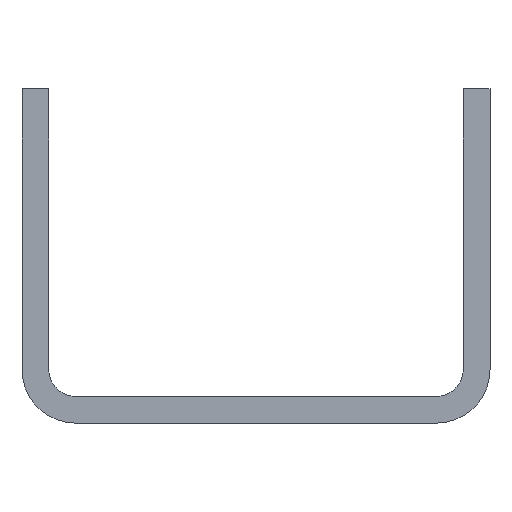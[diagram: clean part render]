
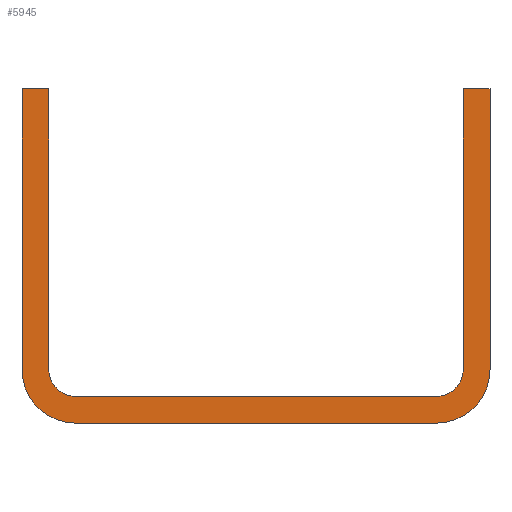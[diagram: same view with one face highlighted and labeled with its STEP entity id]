
A CAD part, front view. The second image highlights one B-rep face of the part: STEP entity #5945.
In plain terms, the highlighted planar face has unit normal (0, -1, 0).
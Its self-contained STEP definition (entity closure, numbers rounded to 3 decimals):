
#2=DIRECTION('',(0.,0.,-1.));
#3=VECTOR('',#2,42.);
#4=CARTESIAN_POINT('',(35.,0.,25.));
#5=LINE('',#4,#3);
#6=CARTESIAN_POINT('',(27.,0.,-17.));
#7=DIRECTION('',(0.,1.,0.));
#8=DIRECTION('',(1.,0.,0.));
#9=AXIS2_PLACEMENT_3D('',#6,#7,#8);
#11=DIRECTION('',(-1.,0.,0.));
#12=VECTOR('',#11,54.);
#13=CARTESIAN_POINT('',(27.,0.,-25.));
#14=LINE('',#13,#12);
#15=CARTESIAN_POINT('',(-27.,0.,-17.));
#16=DIRECTION('',(0.,1.,0.));
#17=DIRECTION('',(0.,0.,-1.));
#18=AXIS2_PLACEMENT_3D('',#15,#16,#17);
#20=DIRECTION('',(0.,0.,1.));
#21=VECTOR('',#20,42.);
#22=CARTESIAN_POINT('',(-35.,0.,-17.));
#23=LINE('',#22,#21);
#24=DIRECTION('',(1.,0.,0.));
#25=VECTOR('',#24,4.);
#26=CARTESIAN_POINT('',(-35.,0.,25.));
#27=LINE('',#26,#25);
#28=DIRECTION('',(0.,0.,-1.));
#29=VECTOR('',#28,42.);
#30=CARTESIAN_POINT('',(-31.,0.,25.));
#31=LINE('',#30,#29);
#32=CARTESIAN_POINT('',(-27.,0.,-17.));
#33=DIRECTION('',(0.,-1.,0.));
#34=DIRECTION('',(-1.,0.,0.));
#35=AXIS2_PLACEMENT_3D('',#32,#33,#34);
#37=DIRECTION('',(1.,0.,0.));
#38=VECTOR('',#37,54.);
#39=CARTESIAN_POINT('',(-27.,0.,-21.));
#40=LINE('',#39,#38);
#41=CARTESIAN_POINT('',(27.,0.,-17.));
#42=DIRECTION('',(0.,-1.,0.));
#43=DIRECTION('',(0.,0.,-1.));
#44=AXIS2_PLACEMENT_3D('',#41,#42,#43);
#46=DIRECTION('',(0.,0.,1.));
#47=VECTOR('',#46,42.);
#48=CARTESIAN_POINT('',(31.,0.,-17.));
#49=LINE('',#48,#47);
#50=DIRECTION('',(1.,0.,0.));
#51=VECTOR('',#50,4.);
#52=CARTESIAN_POINT('',(31.,0.,25.));
#53=LINE('',#52,#51);
#4522=CARTESIAN_POINT('',(35.,0.,25.));
#4523=CARTESIAN_POINT('',(35.,0.,-17.));
#4524=VERTEX_POINT('',#4522);
#4525=VERTEX_POINT('',#4523);
#4526=CARTESIAN_POINT('',(27.,0.,-25.));
#4527=VERTEX_POINT('',#4526);
#4528=CARTESIAN_POINT('',(-27.,0.,-25.));
#4529=VERTEX_POINT('',#4528);
#4530=CARTESIAN_POINT('',(-35.,0.,-17.));
#4531=VERTEX_POINT('',#4530);
#4532=CARTESIAN_POINT('',(-35.,0.,25.));
#4533=VERTEX_POINT('',#4532);
#4534=CARTESIAN_POINT('',(-31.,0.,25.));
#4535=VERTEX_POINT('',#4534);
#4536=CARTESIAN_POINT('',(-31.,0.,-17.));
#4537=VERTEX_POINT('',#4536);
#4538=CARTESIAN_POINT('',(-27.,0.,-21.));
#4539=VERTEX_POINT('',#4538);
#4540=CARTESIAN_POINT('',(27.,0.,-21.));
#4541=VERTEX_POINT('',#4540);
#4542=CARTESIAN_POINT('',(31.,0.,-17.));
#4543=VERTEX_POINT('',#4542);
#4544=CARTESIAN_POINT('',(31.,0.,25.));
#4545=VERTEX_POINT('',#4544);
#5914=CARTESIAN_POINT('',(0.,0.,0.));
#5915=DIRECTION('',(0.,1.,0.));
#5916=DIRECTION('',(1.,0.,0.));
#5917=AXIS2_PLACEMENT_3D('',#5914,#5915,#5916);
#5918=PLANE('',#5917);
#5920=ORIENTED_EDGE('',*,*,#5919,.T.);
#5922=ORIENTED_EDGE('',*,*,#5921,.T.);
#5924=ORIENTED_EDGE('',*,*,#5923,.T.);
#5926=ORIENTED_EDGE('',*,*,#5925,.T.);
#5928=ORIENTED_EDGE('',*,*,#5927,.T.);
#5930=ORIENTED_EDGE('',*,*,#5929,.T.);
#5932=ORIENTED_EDGE('',*,*,#5931,.T.);
#5934=ORIENTED_EDGE('',*,*,#5933,.T.);
#5936=ORIENTED_EDGE('',*,*,#5935,.T.);
#5938=ORIENTED_EDGE('',*,*,#5937,.T.);
#5940=ORIENTED_EDGE('',*,*,#5939,.T.);
#5942=ORIENTED_EDGE('',*,*,#5941,.T.);
#5943=EDGE_LOOP('',(#5920,#5922,#5924,#5926,#5928,#5930,#5932,#5934,#5936,#5938,
#5940,#5942));
#5944=FACE_OUTER_BOUND('',#5943,.F.);
#5945=ADVANCED_FACE('',(#5944),#5918,.F.);
#10=CIRCLE('',#9,8.);
#19=CIRCLE('',#18,8.);
#36=CIRCLE('',#35,4.);
#45=CIRCLE('',#44,4.);
#5919=EDGE_CURVE('',#4524,#4525,#5,.T.);
#5921=EDGE_CURVE('',#4525,#4527,#10,.T.);
#5923=EDGE_CURVE('',#4527,#4529,#14,.T.);
#5925=EDGE_CURVE('',#4529,#4531,#19,.T.);
#5927=EDGE_CURVE('',#4531,#4533,#23,.T.);
#5929=EDGE_CURVE('',#4533,#4535,#27,.T.);
#5931=EDGE_CURVE('',#4535,#4537,#31,.T.);
#5933=EDGE_CURVE('',#4537,#4539,#36,.T.);
#5935=EDGE_CURVE('',#4539,#4541,#40,.T.);
#5937=EDGE_CURVE('',#4541,#4543,#45,.T.);
#5939=EDGE_CURVE('',#4543,#4545,#49,.T.);
#5941=EDGE_CURVE('',#4545,#4524,#53,.T.);
